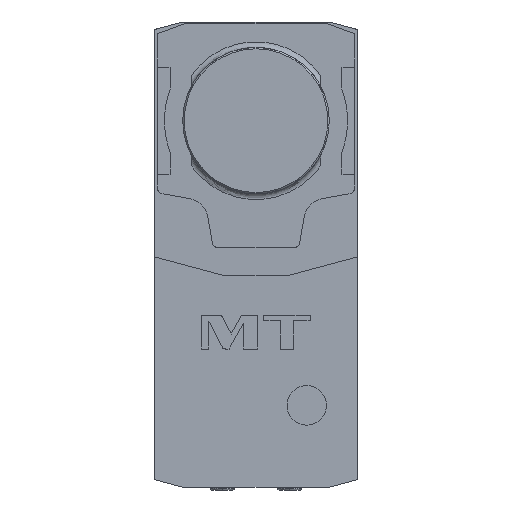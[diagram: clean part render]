
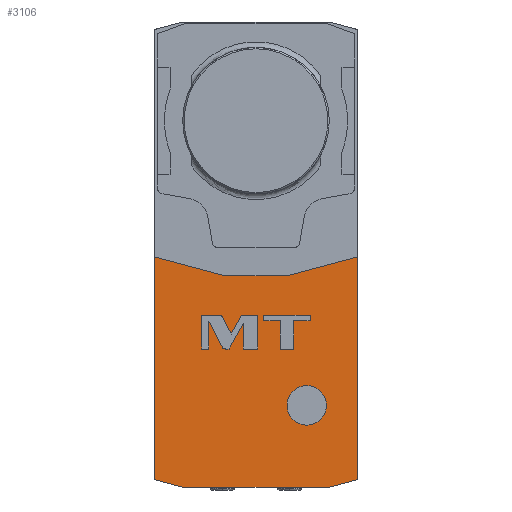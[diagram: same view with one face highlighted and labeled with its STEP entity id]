
A CAD part, left-side view. The second image highlights one B-rep face of the part: STEP entity #3106.
In plain terms, the highlighted planar face has unit normal (-1, 0, 0).
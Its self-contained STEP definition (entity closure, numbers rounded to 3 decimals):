
#99=DIRECTION('',(0.,0.966,0.259));
#100=VECTOR('',#99,10.353);
#101=CARTESIAN_POINT('',(-52.,26.,-55.));
#102=LINE('',#101,#100);
#111=DIRECTION('',(0.,0.,1.));
#112=VECTOR('',#111,79.019);
#113=CARTESIAN_POINT('',(-52.,36.,-52.321));
#114=LINE('',#113,#112);
#139=DIRECTION('',(0.,0.,1.));
#140=VECTOR('',#139,79.019);
#141=CARTESIAN_POINT('',(-52.,-36.,-52.321));
#142=LINE('',#141,#140);
#155=DIRECTION('',(0.,0.966,-0.259));
#156=VECTOR('',#155,10.353);
#157=CARTESIAN_POINT('',(-52.,-36.,-52.321));
#158=LINE('',#157,#156);
#163=DIRECTION('',(0.,-1.,0.));
#164=VECTOR('',#163,52.);
#165=CARTESIAN_POINT('',(-52.,26.,-55.));
#166=LINE('',#165,#164);
#187=DIRECTION('',(0.,0.966,0.259));
#188=VECTOR('',#187,25.882);
#189=CARTESIAN_POINT('',(-52.,11.,20.));
#190=LINE('',#189,#188);
#191=DIRECTION('',(0.,1.,0.));
#192=VECTOR('',#191,22.);
#193=CARTESIAN_POINT('',(-52.,-11.,20.));
#194=LINE('',#193,#192);
#195=DIRECTION('',(0.,0.966,-0.259));
#196=VECTOR('',#195,25.882);
#197=CARTESIAN_POINT('',(-52.,-36.,26.699));
#198=LINE('',#197,#196);
#199=CARTESIAN_POINT('',(-52.,-18.,-26.));
#200=DIRECTION('',(1.,0.,0.));
#201=DIRECTION('',(0.,1.,0.));
#202=AXIS2_PLACEMENT_3D('',#199,#200,#201);
#204=CARTESIAN_POINT('',(-52.,-18.,-26.));
#205=DIRECTION('',(1.,0.,0.));
#206=DIRECTION('',(0.,-1.,0.));
#207=AXIS2_PLACEMENT_3D('',#204,#205,#206);
#209=CARTESIAN_POINT('',(-52.,11.863,5.219));
#210=CARTESIAN_POINT('',(-52.,12.112,5.701));
#211=CARTESIAN_POINT('',(-52.,12.604,6.));
#212=CARTESIAN_POINT('',(-52.,13.146,6.));
#214=DIRECTION('',(0.,1.,0.));
#215=VECTOR('',#214,6.032);
#216=CARTESIAN_POINT('',(-52.,13.146,6.));
#217=LINE('',#216,#215);
#218=DIRECTION('',(0.,0.,-1.));
#219=VECTOR('',#218,12.);
#220=CARTESIAN_POINT('',(-52.,19.178,6.));
#221=LINE('',#220,#219);
#222=DIRECTION('',(0.,-1.,0.));
#223=VECTOR('',#222,2.496);
#224=CARTESIAN_POINT('',(-52.,19.178,-6.));
#225=LINE('',#224,#223);
#226=DIRECTION('',(0.,0.,1.));
#227=VECTOR('',#226,9.721);
#228=CARTESIAN_POINT('',(-52.,16.682,-6.));
#229=LINE('',#228,#227);
#230=DIRECTION('',(0.,-0.459,-0.888));
#231=VECTOR('',#230,10.064);
#232=CARTESIAN_POINT('',(-52.,16.682,3.721));
#233=LINE('',#232,#231);
#234=CARTESIAN_POINT('',(-52.,12.059,-5.219));
#235=CARTESIAN_POINT('',(-52.,11.81,-5.701));
#236=CARTESIAN_POINT('',(-52.,11.318,-6.));
#237=CARTESIAN_POINT('',(-52.,10.775,-6.));
#239=DIRECTION('',(0.,-1.,0.));
#240=VECTOR('',#239,1.252);
#241=CARTESIAN_POINT('',(-52.,10.775,-6.));
#242=LINE('',#241,#240);
#243=DIRECTION('',(0.,-0.481,0.877));
#244=VECTOR('',#243,10.412);
#245=CARTESIAN_POINT('',(-52.,9.523,-6.));
#246=LINE('',#245,#244);
#247=DIRECTION('',(0.,0.,-1.));
#248=VECTOR('',#247,9.127);
#249=CARTESIAN_POINT('',(-52.,4.513,3.127));
#250=LINE('',#249,#248);
#251=DIRECTION('',(0.,-1.,0.));
#252=VECTOR('',#251,5.05);
#253=CARTESIAN_POINT('',(-52.,4.513,-6.));
#254=LINE('',#253,#252);
#255=DIRECTION('',(0.,0.,1.));
#256=VECTOR('',#255,12.);
#257=CARTESIAN_POINT('',(-52.,-0.537,-6.));
#258=LINE('',#257,#256);
#259=DIRECTION('',(0.,1.,0.));
#260=VECTOR('',#259,5.693);
#261=CARTESIAN_POINT('',(-52.,-0.537,6.));
#262=LINE('',#261,#260);
#263=DIRECTION('',(0.,0.481,-0.877));
#264=VECTOR('',#263,7.609);
#265=CARTESIAN_POINT('',(-52.,5.156,6.));
#266=LINE('',#265,#264);
#267=DIRECTION('',(0.,0.459,0.888));
#268=VECTOR('',#267,6.63);
#269=CARTESIAN_POINT('',(-52.,8.818,-0.67));
#270=LINE('',#269,#268);
#271=DIRECTION('',(0.,0.,-1.));
#272=VECTOR('',#271,9.956);
#273=CARTESIAN_POINT('',(-52.,-8.607,3.956));
#274=LINE('',#273,#272);
#275=DIRECTION('',(0.,-1.,0.));
#276=VECTOR('',#275,4.752);
#277=CARTESIAN_POINT('',(-52.,-8.607,-6.));
#278=LINE('',#277,#276);
#279=DIRECTION('',(0.,0.,1.));
#280=VECTOR('',#279,9.956);
#281=CARTESIAN_POINT('',(-52.,-13.359,-6.));
#282=LINE('',#281,#280);
#283=DIRECTION('',(0.,-1.,0.));
#284=VECTOR('',#283,5.818);
#285=CARTESIAN_POINT('',(-52.,-13.359,3.956));
#286=LINE('',#285,#284);
#287=DIRECTION('',(0.,0.,1.));
#288=VECTOR('',#287,2.044);
#289=CARTESIAN_POINT('',(-52.,-19.177,3.956));
#290=LINE('',#289,#288);
#291=DIRECTION('',(0.,1.,0.));
#292=VECTOR('',#291,16.388);
#293=CARTESIAN_POINT('',(-52.,-19.177,6.));
#294=LINE('',#293,#292);
#295=DIRECTION('',(0.,0.,-1.));
#296=VECTOR('',#295,2.044);
#297=CARTESIAN_POINT('',(-52.,-2.789,6.));
#298=LINE('',#297,#296);
#299=DIRECTION('',(0.,-1.,0.));
#300=VECTOR('',#299,5.818);
#301=CARTESIAN_POINT('',(-52.,-2.789,3.956));
#302=LINE('',#301,#300);
#2623=CARTESIAN_POINT('',(-52.,-11.,20.));
#2624=CARTESIAN_POINT('',(-52.,11.,20.));
#2625=VERTEX_POINT('',#2623);
#2626=VERTEX_POINT('',#2624);
#2635=CARTESIAN_POINT('',(-52.,26.,-55.));
#2636=CARTESIAN_POINT('',(-52.,-26.,-55.));
#2637=VERTEX_POINT('',#2635);
#2638=VERTEX_POINT('',#2636);
#2639=CARTESIAN_POINT('',(-52.,-36.,-52.321));
#2640=CARTESIAN_POINT('',(-52.,-36.,26.699));
#2641=VERTEX_POINT('',#2639);
#2642=VERTEX_POINT('',#2640);
#2643=CARTESIAN_POINT('',(-52.,36.,-52.321));
#2644=CARTESIAN_POINT('',(-52.,36.,26.699));
#2645=VERTEX_POINT('',#2643);
#2646=VERTEX_POINT('',#2644);
#2687=CARTESIAN_POINT('',(-52.,-11.,-26.));
#2688=CARTESIAN_POINT('',(-52.,-25.,-26.));
#2689=VERTEX_POINT('',#2687);
#2690=VERTEX_POINT('',#2688);
#2782=VERTEX_POINT('',#209);
#2783=VERTEX_POINT('',#212);
#2784=CARTESIAN_POINT('',(-52.,19.178,6.));
#2785=VERTEX_POINT('',#2784);
#2786=CARTESIAN_POINT('',(-52.,19.178,-6.));
#2787=VERTEX_POINT('',#2786);
#2788=CARTESIAN_POINT('',(-52.,16.682,-6.));
#2789=VERTEX_POINT('',#2788);
#2790=CARTESIAN_POINT('',(-52.,16.682,3.721));
#2791=VERTEX_POINT('',#2790);
#2792=CARTESIAN_POINT('',(-52.,12.059,-5.219));
#2793=VERTEX_POINT('',#2792);
#2794=VERTEX_POINT('',#237);
#2795=CARTESIAN_POINT('',(-52.,9.523,-6.));
#2796=VERTEX_POINT('',#2795);
#2797=CARTESIAN_POINT('',(-52.,4.513,3.127));
#2798=VERTEX_POINT('',#2797);
#2799=CARTESIAN_POINT('',(-52.,4.513,-6.));
#2800=VERTEX_POINT('',#2799);
#2801=CARTESIAN_POINT('',(-52.,-0.537,-6.));
#2802=VERTEX_POINT('',#2801);
#2803=CARTESIAN_POINT('',(-52.,-0.537,6.));
#2804=VERTEX_POINT('',#2803);
#2805=CARTESIAN_POINT('',(-52.,5.156,6.));
#2806=VERTEX_POINT('',#2805);
#2807=CARTESIAN_POINT('',(-52.,8.818,-0.67));
#2808=VERTEX_POINT('',#2807);
#2809=CARTESIAN_POINT('',(-52.,-8.607,3.956));
#2810=CARTESIAN_POINT('',(-52.,-8.607,-6.));
#2811=VERTEX_POINT('',#2809);
#2812=VERTEX_POINT('',#2810);
#2813=CARTESIAN_POINT('',(-52.,-13.359,-6.));
#2814=VERTEX_POINT('',#2813);
#2815=CARTESIAN_POINT('',(-52.,-13.359,3.956));
#2816=VERTEX_POINT('',#2815);
#2817=CARTESIAN_POINT('',(-52.,-19.177,3.956));
#2818=VERTEX_POINT('',#2817);
#2819=CARTESIAN_POINT('',(-52.,-19.177,6.));
#2820=VERTEX_POINT('',#2819);
#2821=CARTESIAN_POINT('',(-52.,-2.789,6.));
#2822=VERTEX_POINT('',#2821);
#2823=CARTESIAN_POINT('',(-52.,-2.789,3.956));
#2824=VERTEX_POINT('',#2823);
#3032=CARTESIAN_POINT('',(-52.,0.,0.));
#3033=DIRECTION('',(-1.,0.,0.));
#3034=DIRECTION('',(0.,0.,-1.));
#3035=AXIS2_PLACEMENT_3D('',#3032,#3033,#3034);
#3036=PLANE('',#3035);
#3037=ORIENTED_EDGE('',*,*,#3013,.F.);
#3038=ORIENTED_EDGE('',*,*,#2894,.T.);
#3039=ORIENTED_EDGE('',*,*,#2915,.T.);
#3041=ORIENTED_EDGE('',*,*,#3040,.F.);
#3043=ORIENTED_EDGE('',*,*,#3042,.F.);
#3045=ORIENTED_EDGE('',*,*,#3044,.F.);
#3046=ORIENTED_EDGE('',*,*,#2979,.F.);
#3047=ORIENTED_EDGE('',*,*,#2998,.T.);
#3048=EDGE_LOOP('',(#3037,#3038,#3039,#3041,#3043,#3045,#3046,#3047));
#3049=FACE_OUTER_BOUND('',#3048,.F.);
#3051=ORIENTED_EDGE('',*,*,#3050,.F.);
#3053=ORIENTED_EDGE('',*,*,#3052,.F.);
#3054=EDGE_LOOP('',(#3051,#3053));
#3055=FACE_BOUND('',#3054,.F.);
#3057=ORIENTED_EDGE('',*,*,#3056,.T.);
#3059=ORIENTED_EDGE('',*,*,#3058,.T.);
#3061=ORIENTED_EDGE('',*,*,#3060,.T.);
#3063=ORIENTED_EDGE('',*,*,#3062,.T.);
#3065=ORIENTED_EDGE('',*,*,#3064,.T.);
#3067=ORIENTED_EDGE('',*,*,#3066,.T.);
#3069=ORIENTED_EDGE('',*,*,#3068,.T.);
#3071=ORIENTED_EDGE('',*,*,#3070,.T.);
#3073=ORIENTED_EDGE('',*,*,#3072,.T.);
#3075=ORIENTED_EDGE('',*,*,#3074,.T.);
#3077=ORIENTED_EDGE('',*,*,#3076,.T.);
#3079=ORIENTED_EDGE('',*,*,#3078,.T.);
#3081=ORIENTED_EDGE('',*,*,#3080,.T.);
#3083=ORIENTED_EDGE('',*,*,#3082,.T.);
#3085=ORIENTED_EDGE('',*,*,#3084,.T.);
#3086=EDGE_LOOP('',(#3057,#3059,#3061,#3063,#3065,#3067,#3069,#3071,#3073,#3075,
#3077,#3079,#3081,#3083,#3085));
#3087=FACE_BOUND('',#3086,.F.);
#3089=ORIENTED_EDGE('',*,*,#3088,.T.);
#3091=ORIENTED_EDGE('',*,*,#3090,.T.);
#3093=ORIENTED_EDGE('',*,*,#3092,.T.);
#3095=ORIENTED_EDGE('',*,*,#3094,.T.);
#3097=ORIENTED_EDGE('',*,*,#3096,.T.);
#3099=ORIENTED_EDGE('',*,*,#3098,.T.);
#3101=ORIENTED_EDGE('',*,*,#3100,.T.);
#3103=ORIENTED_EDGE('',*,*,#3102,.T.);
#3104=EDGE_LOOP('',(#3089,#3091,#3093,#3095,#3097,#3099,#3101,#3103));
#3105=FACE_BOUND('',#3104,.F.);
#3106=ADVANCED_FACE('',(#3049,#3055,#3087,#3105),#3036,.T.);
#203=CIRCLE('',#202,7.);
#208=CIRCLE('',#207,7.);
#213=B_SPLINE_CURVE_WITH_KNOTS('',3,(#209,#210,#211,#212),.UNSPECIFIED.,.F.,.F.,
(4,4),(0.,1.),.UNSPECIFIED.);
#238=B_SPLINE_CURVE_WITH_KNOTS('',3,(#234,#235,#236,#237),.UNSPECIFIED.,.F.,.F.,
(4,4),(0.,1.),.UNSPECIFIED.);
#2894=EDGE_CURVE('',#2637,#2645,#102,.T.);
#2915=EDGE_CURVE('',#2645,#2646,#114,.T.);
#2979=EDGE_CURVE('',#2641,#2642,#142,.T.);
#2998=EDGE_CURVE('',#2641,#2638,#158,.T.);
#3013=EDGE_CURVE('',#2637,#2638,#166,.T.);
#3040=EDGE_CURVE('',#2626,#2646,#190,.T.);
#3042=EDGE_CURVE('',#2625,#2626,#194,.T.);
#3044=EDGE_CURVE('',#2642,#2625,#198,.T.);
#3050=EDGE_CURVE('',#2689,#2690,#203,.T.);
#3052=EDGE_CURVE('',#2690,#2689,#208,.T.);
#3056=EDGE_CURVE('',#2782,#2783,#213,.T.);
#3058=EDGE_CURVE('',#2783,#2785,#217,.T.);
#3060=EDGE_CURVE('',#2785,#2787,#221,.T.);
#3062=EDGE_CURVE('',#2787,#2789,#225,.T.);
#3064=EDGE_CURVE('',#2789,#2791,#229,.T.);
#3066=EDGE_CURVE('',#2791,#2793,#233,.T.);
#3068=EDGE_CURVE('',#2793,#2794,#238,.T.);
#3070=EDGE_CURVE('',#2794,#2796,#242,.T.);
#3072=EDGE_CURVE('',#2796,#2798,#246,.T.);
#3074=EDGE_CURVE('',#2798,#2800,#250,.T.);
#3076=EDGE_CURVE('',#2800,#2802,#254,.T.);
#3078=EDGE_CURVE('',#2802,#2804,#258,.T.);
#3080=EDGE_CURVE('',#2804,#2806,#262,.T.);
#3082=EDGE_CURVE('',#2806,#2808,#266,.T.);
#3084=EDGE_CURVE('',#2808,#2782,#270,.T.);
#3088=EDGE_CURVE('',#2811,#2812,#274,.T.);
#3090=EDGE_CURVE('',#2812,#2814,#278,.T.);
#3092=EDGE_CURVE('',#2814,#2816,#282,.T.);
#3094=EDGE_CURVE('',#2816,#2818,#286,.T.);
#3096=EDGE_CURVE('',#2818,#2820,#290,.T.);
#3098=EDGE_CURVE('',#2820,#2822,#294,.T.);
#3100=EDGE_CURVE('',#2822,#2824,#298,.T.);
#3102=EDGE_CURVE('',#2824,#2811,#302,.T.);
